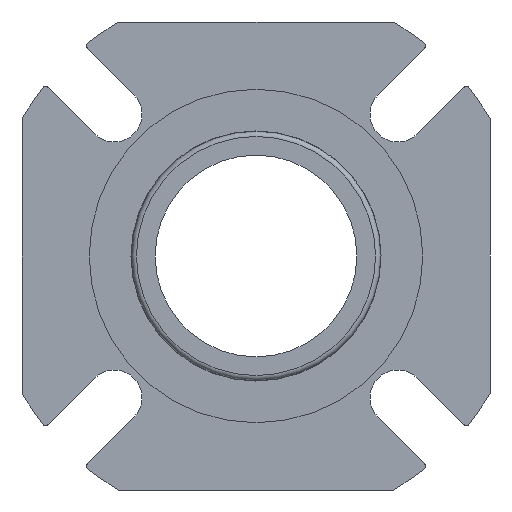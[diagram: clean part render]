
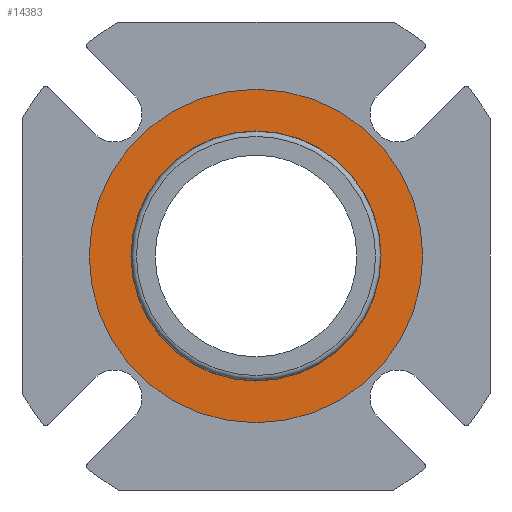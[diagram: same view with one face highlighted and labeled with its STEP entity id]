
A CAD part, left-side view. The second image highlights one B-rep face of the part: STEP entity #14383.
In plain terms, the highlighted planar face has unit normal (-1, 0, 0).
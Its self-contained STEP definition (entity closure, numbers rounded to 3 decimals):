
#3094=PLANE('',#15588);
#7374=ORIENTED_EDGE('',*,*,#9530,.T.);
#7375=ORIENTED_EDGE('',*,*,#9529,.T.);
#9529=EDGE_CURVE('',#10892,#10892,#11415,.T.);
#9530=EDGE_CURVE('',#10893,#10893,#11416,.T.);
#10892=VERTEX_POINT('',#29891);
#10893=VERTEX_POINT('',#29894);
#11415=CIRCLE('',#15587,52.5);
#11416=CIRCLE('',#15589,39.357);
#12329=EDGE_LOOP('',(#7374));
#12330=EDGE_LOOP('',(#7375));
#13252=FACE_BOUND('',#12329,.T.);
#13253=FACE_BOUND('',#12330,.T.);
#14383=ADVANCED_FACE('',(#13252,#13253),#3094,.F.);
#15587=AXIS2_PLACEMENT_3D('',#29890,#18854,#18855);
#15588=AXIS2_PLACEMENT_3D('',#29892,#18856,#18857);
#15589=AXIS2_PLACEMENT_3D('',#29893,#18858,#18859);
#18854=DIRECTION('',(-1.,0.,0.));
#18855=DIRECTION('',(0.,0.,1.));
#18856=DIRECTION('',(1.,0.,0.));
#18857=DIRECTION('',(0.,0.,-1.));
#18858=DIRECTION('',(1.,0.,0.));
#18859=DIRECTION('',(0.,0.,-1.));
#29890=CARTESIAN_POINT('',(-13.97,0.,0.));
#29891=CARTESIAN_POINT('',(-13.97,0.,52.5));
#29892=CARTESIAN_POINT('',(-13.97,0.,52.5));
#29893=CARTESIAN_POINT('',(-13.97,0.,0.));
#29894=CARTESIAN_POINT('',(-13.97,0.,-39.357));
